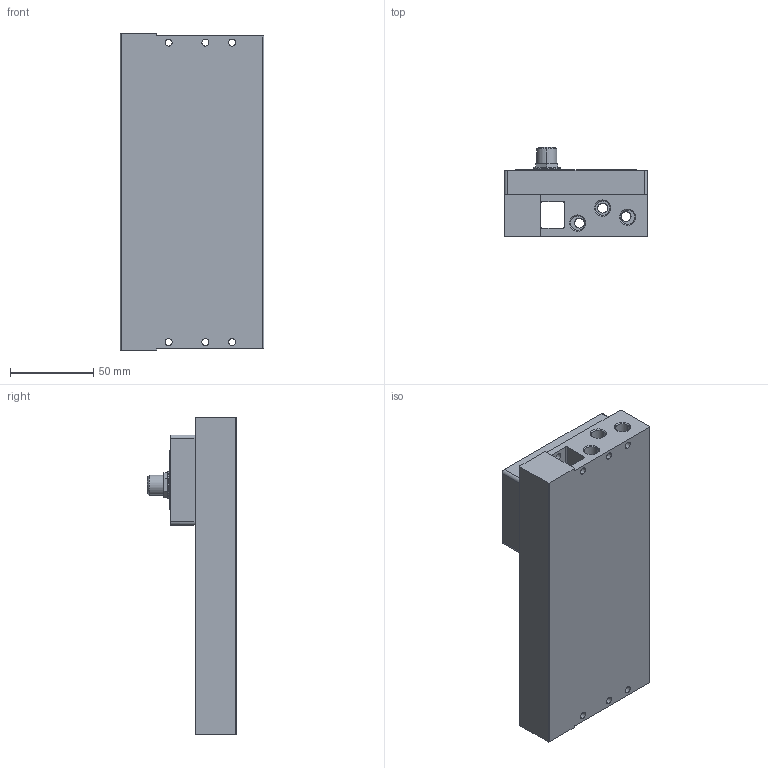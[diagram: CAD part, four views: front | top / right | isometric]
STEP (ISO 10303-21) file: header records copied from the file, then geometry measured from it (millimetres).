
FILE_DESCRIPTION (( 'STEP AP203' ), '1' );
FILE_NAME ('ES1V-10FLK16.STEP', '2022-08-02T08:38:42', ( '' ), ( '' ), 'SwSTEP 2.0', 'SolidWorks 2022', '' );
FILE_SCHEMA (( 'CONFIG_CONTROL_DESIGN' ));
Length unit declared in the file: millimetre
Products named in the file (1): ES1V-10FLK16
Bounding box: 86 x 53.6 x 190 mm (x, y, z)
Volume: 412816 mm3; surface area: 74708.7 mm2
Topology: 1 solids, 1 shells, 259 faces, 626 edges, 408 vertices
Faces by surface type: cylinder 120, plane 71, cone 56, bspline 12
Entity records: 7969 total; most frequent: CARTESIAN_POINT 1510, DIRECTION 1466, ORIENTED_EDGE 1252, EDGE_CURVE 626, AXIS2_PLACEMENT_3D 604, VERTEX_POINT 408, CIRCLE 356, EDGE_LOOP 322
